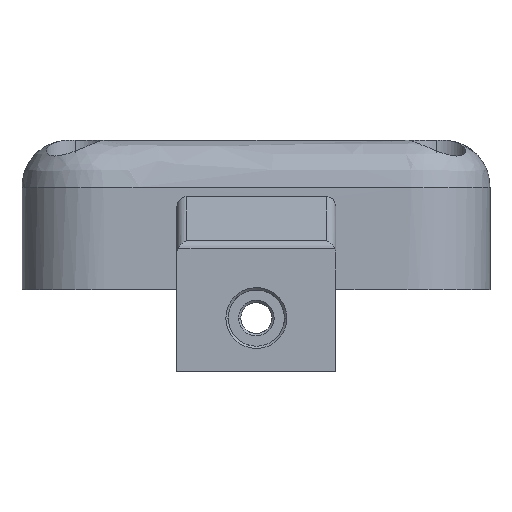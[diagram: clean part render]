
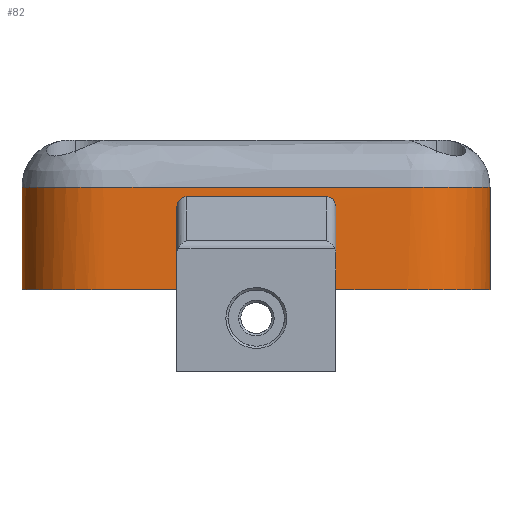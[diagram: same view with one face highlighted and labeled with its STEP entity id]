
A CAD part, left-side view. The second image highlights one B-rep face of the part: STEP entity #82.
In plain terms, the highlighted free-form (B-spline) face has degree [1, 2] with [2, 9] control points.
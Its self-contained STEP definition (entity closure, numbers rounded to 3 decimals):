
#82=ADVANCED_FACE('',(#179),#1612,.T.);
#179=FACE_OUTER_BOUND('',#287,.T.);
#287=EDGE_LOOP('',(#648,#649,#650,#651,#652,#653,#654,#655,#656,#657));
#648=ORIENTED_EDGE('',*,*,#972,.F.);
#649=ORIENTED_EDGE('',*,*,#944,.F.);
#650=ORIENTED_EDGE('',*,*,#945,.T.);
#651=ORIENTED_EDGE('',*,*,#946,.T.);
#652=ORIENTED_EDGE('',*,*,#947,.T.);
#653=ORIENTED_EDGE('',*,*,#987,.F.);
#654=ORIENTED_EDGE('',*,*,#967,.F.);
#655=ORIENTED_EDGE('',*,*,#965,.F.);
#656=ORIENTED_EDGE('',*,*,#969,.F.);
#657=ORIENTED_EDGE('',*,*,#964,.F.);
#944=EDGE_CURVE('',#1425,#1448,#1128,.T.);
#945=EDGE_CURVE('',#1425,#1427,#1276,.T.);
#946=EDGE_CURVE('',#1427,#1428,#1129,.T.);
#947=EDGE_CURVE('',#1428,#1426,#1277,.T.);
#964=EDGE_CURVE('',#1438,#1439,#1285,.T.);
#965=EDGE_CURVE('',#1440,#1441,#1286,.T.);
#967=EDGE_CURVE('',#1441,#1442,#1288,.T.);
#969=EDGE_CURVE('',#1439,#1440,#1290,.T.);
#972=EDGE_CURVE('',#1448,#1438,#1292,.T.);
#987=EDGE_CURVE('',#1442,#1426,#1140,.T.);
#1128=(
BOUNDED_CURVE()
B_SPLINE_CURVE(2,(#2995,#2996,#2997,#2998,#2999,#3000,#3001),
 .UNSPECIFIED.,.F.,.F.)
B_SPLINE_CURVE_WITH_KNOTS((3,2,2,3),(-100.,-68.,-50.,-42.534),
 .UNSPECIFIED.)
CURVE()
GEOMETRIC_REPRESENTATION_ITEM()
RATIONAL_B_SPLINE_CURVE((1.,1.,1.,0.707,1.,1.,1.))
REPRESENTATION_ITEM('')
);
#1129=(
BOUNDED_CURVE()
B_SPLINE_CURVE(2,(#3004,#3005,#3006,#3007,#3008,#3009,#3010,#3011,#3012),
 .UNSPECIFIED.,.F.,.F.)
B_SPLINE_CURVE_WITH_KNOTS((3,2,2,2,3),(0.,32.,50.,82.,100.),
 .UNSPECIFIED.)
CURVE()
GEOMETRIC_REPRESENTATION_ITEM()
RATIONAL_B_SPLINE_CURVE((1.,1.,1.,0.707,1.,1.,1.,0.707,
1.))
REPRESENTATION_ITEM('')
);
#1140=(
BOUNDED_CURVE()
B_SPLINE_CURVE(2,(#3299,#3300,#3301,#3302,#3303),.UNSPECIFIED.,.F.,.F.)
B_SPLINE_CURVE_WITH_KNOTS((3,2,3),(-25.534,-18.,0.),
 .UNSPECIFIED.)
CURVE()
GEOMETRIC_REPRESENTATION_ITEM()
RATIONAL_B_SPLINE_CURVE((1.,1.,1.,0.707,1.))
REPRESENTATION_ITEM('')
);
#1276=B_SPLINE_CURVE_WITH_KNOTS('',1,(#3002,#3003),.UNSPECIFIED.,.F.,.F.,
(2,2),(0.,11.002),.UNSPECIFIED.);
#1277=B_SPLINE_CURVE_WITH_KNOTS('',1,(#3013,#3014),.UNSPECIFIED.,.F.,.F.,
(2,2),(0.,11.002),.UNSPECIFIED.);
#1285=B_SPLINE_CURVE_WITH_KNOTS('',3,(#3222,#3223,#3224,#3225,#3226,#3227,
#3228,#3229,#3230,#3231,#3232,#3233,#3234,#3235,#3236,#3237,#3238),
 .UNSPECIFIED.,.F.,.F.,(4,2,2,3,2,2,2,4),(0.018,0.45,
0.675,0.9,1.106,1.311,1.518,
1.708),.UNSPECIFIED.);
#1286=B_SPLINE_CURVE_WITH_KNOTS('',3,(#3239,#3240,#3241,#3242,#3243,#3244,
#3245,#3246,#3247,#3248,#3249,#3250,#3251,#3252,#3253,#3254,#3255),
 .UNSPECIFIED.,.F.,.F.,(4,2,2,2,3,2,2,4),(0.016,0.206,
0.413,0.618,0.824,1.049,1.274,
1.706),.UNSPECIFIED.);
#1288=B_SPLINE_CURVE_WITH_KNOTS('',1,(#3258,#3259),.UNSPECIFIED.,.F.,.F.,
(2,2),(1.922,10.737),.UNSPECIFIED.);
#1290=B_SPLINE_CURVE_WITH_KNOTS('',1,(#3262,#3263),.UNSPECIFIED.,.F.,.F.,
(2,2),(1.62,16.62),.UNSPECIFIED.);
#1292=B_SPLINE_CURVE_WITH_KNOTS('',1,(#3269,#3270),.UNSPECIFIED.,.F.,.F.,
(2,2),(-10.737,-1.922),.UNSPECIFIED.);
#1425=VERTEX_POINT('',#2619);
#1426=VERTEX_POINT('',#2620);
#1427=VERTEX_POINT('',#2621);
#1428=VERTEX_POINT('',#2622);
#1438=VERTEX_POINT('',#2632);
#1439=VERTEX_POINT('',#2633);
#1440=VERTEX_POINT('',#2634);
#1441=VERTEX_POINT('',#2635);
#1442=VERTEX_POINT('',#2636);
#1448=VERTEX_POINT('',#2642);
#1612=(
BOUNDED_SURFACE()
B_SPLINE_SURFACE(1,2,((#1934,#1935,#1936,#1937,#1938,#1939,#1940,#1941,
#1942),(#1943,#1944,#1945,#1946,#1947,#1948,#1949,#1950,#1951)),
 .UNSPECIFIED.,.F.,.F.,.F.)
B_SPLINE_SURFACE_WITH_KNOTS((2,2),(3,2,2,2,3),(0.,16.002),(-184.549,
-152.549,-138.412,-106.412,-92.274),
 .UNSPECIFIED.)
GEOMETRIC_REPRESENTATION_ITEM()
RATIONAL_B_SPLINE_SURFACE(((1.,1.,1.,0.707,1.,1.,1.,0.707,
1.),(1.,1.,1.,0.707,1.,1.,1.,0.707,1.)))
REPRESENTATION_ITEM('')
SURFACE()
);
#1934=CARTESIAN_POINT('',(6.322,-15.268,-63.622));
#1935=CARTESIAN_POINT('',(-9.678,-15.268,-63.622));
#1936=CARTESIAN_POINT('',(-25.678,-15.268,-63.622));
#1937=CARTESIAN_POINT('',(-34.678,-15.268,-63.622));
#1938=CARTESIAN_POINT('',(-34.678,-6.268,-63.622));
#1939=CARTESIAN_POINT('',(-34.678,9.732,-63.622));
#1940=CARTESIAN_POINT('',(-34.678,25.732,-63.622));
#1941=CARTESIAN_POINT('',(-34.678,34.732,-63.622));
#1942=CARTESIAN_POINT('',(-25.678,34.732,-63.622));
#1943=CARTESIAN_POINT('',(6.322,-15.268,-47.62));
#1944=CARTESIAN_POINT('',(-9.678,-15.268,-47.62));
#1945=CARTESIAN_POINT('',(-25.678,-15.268,-47.62));
#1946=CARTESIAN_POINT('',(-34.678,-15.268,-47.62));
#1947=CARTESIAN_POINT('',(-34.678,-6.268,-47.62));
#1948=CARTESIAN_POINT('',(-34.678,9.732,-47.62));
#1949=CARTESIAN_POINT('',(-34.678,25.732,-47.62));
#1950=CARTESIAN_POINT('',(-34.678,34.732,-47.62));
#1951=CARTESIAN_POINT('',(-25.678,34.732,-47.62));
#2619=CARTESIAN_POINT('',(6.322,-15.268,-63.622));
#2620=CARTESIAN_POINT('',(-25.678,34.732,-63.622));
#2621=CARTESIAN_POINT('',(6.322,-15.268,-52.62));
#2622=CARTESIAN_POINT('',(-25.678,34.732,-52.62));
#2632=CARTESIAN_POINT('',(-34.678,1.198,-54.806));
#2633=CARTESIAN_POINT('',(-34.678,2.198,-53.662));
#2634=CARTESIAN_POINT('',(-34.678,17.198,-53.662));
#2635=CARTESIAN_POINT('',(-34.678,18.198,-54.806));
#2636=CARTESIAN_POINT('',(-34.678,18.198,-63.622));
#2642=CARTESIAN_POINT('',(-34.678,1.198,-63.622));
#2995=CARTESIAN_POINT('',(6.322,-15.268,-63.622));
#2996=CARTESIAN_POINT('',(-9.678,-15.268,-63.622));
#2997=CARTESIAN_POINT('',(-25.678,-15.268,-63.622));
#2998=CARTESIAN_POINT('',(-34.678,-15.268,-63.622));
#2999=CARTESIAN_POINT('',(-34.678,-6.268,-63.622));
#3000=CARTESIAN_POINT('',(-34.678,-2.535,-63.622));
#3001=CARTESIAN_POINT('',(-34.678,1.198,-63.622));
#3002=CARTESIAN_POINT('',(6.322,-15.268,-63.622));
#3003=CARTESIAN_POINT('',(6.322,-15.268,-52.62));
#3004=CARTESIAN_POINT('',(6.322,-15.268,-52.62));
#3005=CARTESIAN_POINT('',(-9.678,-15.268,-52.62));
#3006=CARTESIAN_POINT('',(-25.678,-15.268,-52.62));
#3007=CARTESIAN_POINT('',(-34.678,-15.268,-52.62));
#3008=CARTESIAN_POINT('',(-34.678,-6.268,-52.62));
#3009=CARTESIAN_POINT('',(-34.678,9.732,-52.62));
#3010=CARTESIAN_POINT('',(-34.678,25.732,-52.62));
#3011=CARTESIAN_POINT('',(-34.678,34.732,-52.62));
#3012=CARTESIAN_POINT('',(-25.678,34.732,-52.62));
#3013=CARTESIAN_POINT('',(-25.678,34.732,-52.62));
#3014=CARTESIAN_POINT('',(-25.678,34.732,-63.622));
#3222=CARTESIAN_POINT('',(-34.678,1.198,-54.806));
#3223=CARTESIAN_POINT('',(-34.678,1.198,-54.663));
#3224=CARTESIAN_POINT('',(-34.678,1.221,-54.519));
#3225=CARTESIAN_POINT('',(-34.678,1.293,-54.313));
#3226=CARTESIAN_POINT('',(-34.678,1.324,-54.245));
#3227=CARTESIAN_POINT('',(-34.678,1.398,-54.115));
#3228=CARTESIAN_POINT('',(-34.678,1.441,-54.053));
#3229=CARTESIAN_POINT('',(-34.678,1.491,-53.997));
#3230=CARTESIAN_POINT('',(-34.678,1.536,-53.945));
#3231=CARTESIAN_POINT('',(-34.678,1.586,-53.898));
#3232=CARTESIAN_POINT('',(-34.678,1.694,-53.815));
#3233=CARTESIAN_POINT('',(-34.678,1.753,-53.779));
#3234=CARTESIAN_POINT('',(-34.678,1.877,-53.72));
#3235=CARTESIAN_POINT('',(-34.678,1.942,-53.697));
#3236=CARTESIAN_POINT('',(-34.678,2.071,-53.669));
#3237=CARTESIAN_POINT('',(-34.678,2.134,-53.662));
#3238=CARTESIAN_POINT('',(-34.678,2.198,-53.662));
#3239=CARTESIAN_POINT('',(-34.678,17.198,-53.662));
#3240=CARTESIAN_POINT('',(-34.678,17.261,-53.662));
#3241=CARTESIAN_POINT('',(-34.678,17.324,-53.669));
#3242=CARTESIAN_POINT('',(-34.678,17.453,-53.697));
#3243=CARTESIAN_POINT('',(-34.678,17.518,-53.72));
#3244=CARTESIAN_POINT('',(-34.678,17.643,-53.779));
#3245=CARTESIAN_POINT('',(-34.678,17.701,-53.815));
#3246=CARTESIAN_POINT('',(-34.678,17.81,-53.898));
#3247=CARTESIAN_POINT('',(-34.678,17.86,-53.945));
#3248=CARTESIAN_POINT('',(-34.678,17.905,-53.997));
#3249=CARTESIAN_POINT('',(-34.678,17.954,-54.053));
#3250=CARTESIAN_POINT('',(-34.678,17.997,-54.115));
#3251=CARTESIAN_POINT('',(-34.678,18.072,-54.245));
#3252=CARTESIAN_POINT('',(-34.678,18.102,-54.313));
#3253=CARTESIAN_POINT('',(-34.678,18.174,-54.519));
#3254=CARTESIAN_POINT('',(-34.678,18.198,-54.663));
#3255=CARTESIAN_POINT('',(-34.678,18.198,-54.806));
#3258=CARTESIAN_POINT('',(-34.678,18.198,-54.806));
#3259=CARTESIAN_POINT('',(-34.678,18.198,-63.622));
#3262=CARTESIAN_POINT('',(-34.678,2.198,-53.662));
#3263=CARTESIAN_POINT('',(-34.678,17.198,-53.662));
#3269=CARTESIAN_POINT('',(-34.678,1.198,-63.622));
#3270=CARTESIAN_POINT('',(-34.678,1.198,-54.806));
#3299=CARTESIAN_POINT('',(-34.678,18.198,-63.622));
#3300=CARTESIAN_POINT('',(-34.678,21.965,-63.622));
#3301=CARTESIAN_POINT('',(-34.678,25.732,-63.622));
#3302=CARTESIAN_POINT('',(-34.678,34.732,-63.622));
#3303=CARTESIAN_POINT('',(-25.678,34.732,-63.622));
